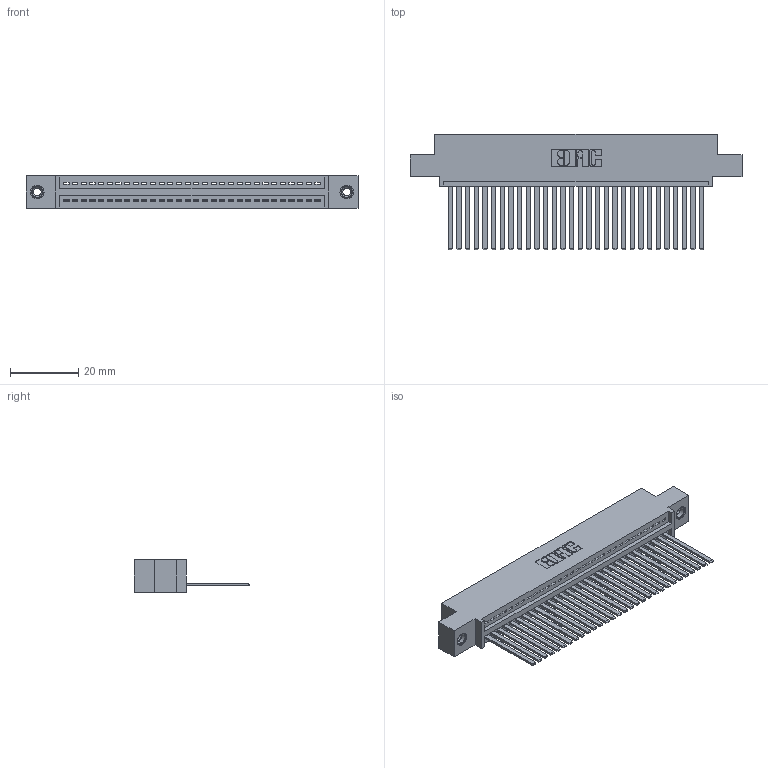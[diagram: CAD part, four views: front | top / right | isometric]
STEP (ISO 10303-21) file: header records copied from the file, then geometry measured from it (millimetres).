
FILE_DESCRIPTION (( 'STEP AP203' ), '1' );
FILE_NAME ('395-030-544-408.STEP', '2018-11-11T06:20:52', ( '' ), ( '' ), 'SwSTEP 2.0', 'SolidWorks 2016', '' );
FILE_SCHEMA (( 'CONFIG_CONTROL_DESIGN' ));
Length unit declared in the file: inch
Products named in the file (4): 345 Part_0.110 Offset - 0.156 Dia-TI; 345-250-001_345-250-003-102; 395-030-544-408; 345-292-001_345-293-144
Assembly tree (33 placements, depth 2):
  395-030-544-408
    345 Part_0.110 Offset - 0.156 Dia-TI
    345-292-001_345-293-144  x30
    345-250-001_345-250-003-102  x2
Bounding box: 97.41 x 33.96 x 9.4 mm (x, y, z)
Volume: 9421.3 mm3; surface area: 13501 mm2
Topology: 33 solids, 33 shells, 1750 faces, 5229 edges, 3438 vertices
Faces by surface type: plane 1196, cylinder 538, cone 12, torus 4
Entity records: 25328 total; most frequent: CARTESIAN_POINT 4369, ORIENTED_EDGE 4326, DIRECTION 3857, EDGE_CURVE 2163, LINE 1895, VECTOR 1895, VERTEX_POINT 1436, AXIS2_PLACEMENT_3D 981
